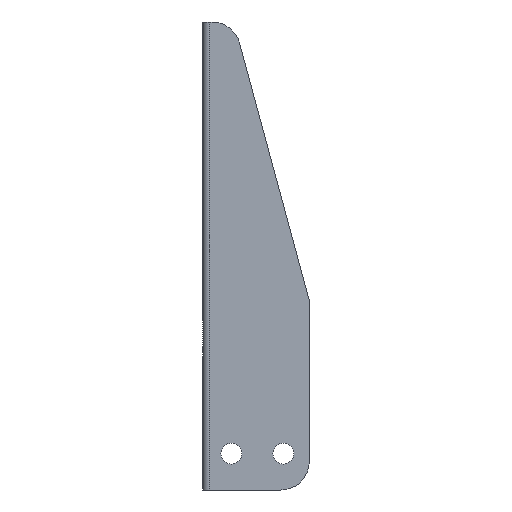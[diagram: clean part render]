
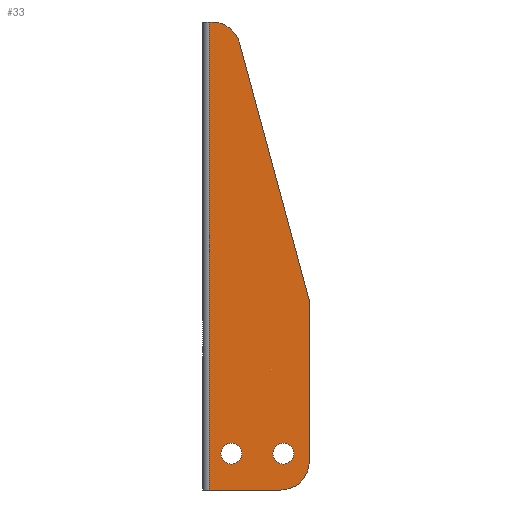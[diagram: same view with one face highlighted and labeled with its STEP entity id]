
A CAD part, left-side view. The second image highlights one B-rep face of the part: STEP entity #33.
In plain terms, the highlighted planar face has unit normal (-1, 0, 0).
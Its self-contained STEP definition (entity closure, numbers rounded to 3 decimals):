
#33 = ADVANCED_FACE ( 'NONE', ( #1110, #1102, #1111 ), #163, .F. ) ;
#108 = DIRECTION ( 'NONE',  ( 0., 0.262, 0.965 ) ) ;
#128 = CARTESIAN_POINT ( 'NONE',  ( -22., -11.179, 93.03 ) ) ;
#163 = PLANE ( 'NONE',  #1498 ) ;
#225 = DIRECTION ( 'NONE',  ( 0., 1., 0. ) ) ;
#241 = CARTESIAN_POINT ( 'NONE',  ( -22., 0., 90. ) ) ;
#251 = DIRECTION ( 'NONE',  ( 1., 0., 0. ) ) ;
#295 = CARTESIAN_POINT ( 'NONE',  ( -22., -15., -76. ) ) ;
#450 = DIRECTION ( 'NONE',  ( 0., 0., -1. ) ) ;
#451 = DIRECTION ( 'NONE',  ( 0., -1., 0. ) ) ;
#453 = DIRECTION ( 'NONE',  ( -1., 0., 0. ) ) ;
#454 = CARTESIAN_POINT ( 'NONE',  ( -22., -31., -76. ) ) ;
#458 = DIRECTION ( 'NONE',  ( 0., -1., 0. ) ) ;
#459 = DIRECTION ( 'NONE',  ( -1., 0., 0. ) ) ;
#461 = CARTESIAN_POINT ( 'NONE',  ( -22., -11., -76. ) ) ;
#463 = DIRECTION ( 'NONE',  ( 0., 1., 0. ) ) ;
#464 = DIRECTION ( 'NONE',  ( -1., 0., 0. ) ) ;
#465 = CARTESIAN_POINT ( 'NONE',  ( -22., -30., -79. ) ) ;
#467 = CARTESIAN_POINT ( 'NONE',  ( -22., -2.5, 90. ) ) ;
#468 = DIRECTION ( 'NONE',  ( 0., -1., 0. ) ) ;
#470 = CARTESIAN_POINT ( 'NONE',  ( -22., 0., 90. ) ) ;
#472 = DIRECTION ( 'NONE',  ( 0., 1., 0. ) ) ;
#473 = DIRECTION ( 'NONE',  ( -1., 0., 0. ) ) ;
#474 = CARTESIAN_POINT ( 'NONE',  ( -22., -3.584, 79. ) ) ;
#477 = CARTESIAN_POINT ( 'NONE',  ( -22., 0., -90. ) ) ;
#479 = DIRECTION ( 'NONE',  ( 0., 0., -1. ) ) ;
#481 = DIRECTION ( 'NONE',  ( 0., -1., 0. ) ) ;
#484 = CARTESIAN_POINT ( 'NONE',  ( -22., -41., 90. ) ) ;
#544 = CARTESIAN_POINT ( 'NONE',  ( -22., -35., -76. ) ) ;
#551 = CARTESIAN_POINT ( 'NONE',  ( -22., -2.5, 90. ) ) ;
#555 = CARTESIAN_POINT ( 'NONE',  ( -22., -2.5, -90. ) ) ;
#562 = CARTESIAN_POINT ( 'NONE',  ( -22., -41., -17. ) ) ;
#569 = CARTESIAN_POINT ( 'NONE',  ( -22., -14.201, 81.877 ) ) ;
#571 = CARTESIAN_POINT ( 'NONE',  ( -22., -41., -79. ) ) ;
#575 = CARTESIAN_POINT ( 'NONE',  ( -22., -3.584, 90. ) ) ;
#582 = CARTESIAN_POINT ( 'NONE',  ( -22., -30., -90. ) ) ;
#789 = VERTEX_POINT ( 'NONE', #582 ) ;
#799 = VERTEX_POINT ( 'NONE', #575 ) ;
#803 = VERTEX_POINT ( 'NONE', #571 ) ;
#804 = VERTEX_POINT ( 'NONE', #569 ) ;
#808 = VERTEX_POINT ( 'NONE', #562 ) ;
#814 = VERTEX_POINT ( 'NONE', #555 ) ;
#817 = VERTEX_POINT ( 'NONE', #551 ) ;
#856 = EDGE_CURVE ( 'NONE', #808, #803, #1038, .T. ) ;
#857 = EDGE_CURVE ( 'NONE', #804, #799, #1058, .T. ) ;
#858 = EDGE_CURVE ( 'NONE', #814, #789, #1036, .T. ) ;
#859 = EDGE_CURVE ( 'NONE', #817, #799, #1032, .T. ) ;
#860 = EDGE_CURVE ( 'NONE', #789, #803, #1033, .T. ) ;
#861 = EDGE_CURVE ( 'NONE', #1272, #1272, #1026, .T. ) ;
#862 = EDGE_CURVE ( 'NONE', #1023, #1023, #1022, .T. ) ;
#863 = EDGE_CURVE ( 'NONE', #817, #814, #1025, .T. ) ;
#946 = EDGE_CURVE ( 'NONE', #808, #804, #1307, .T. ) ;
#1019 = VECTOR ( 'NONE', #450, 1000. ) ;
#1022 = CIRCLE ( 'NONE', #1451, 4. ) ;
#1023 = VERTEX_POINT ( 'NONE', #544 ) ;
#1025 = LINE ( 'NONE', #467, #1019 ) ;
#1026 = CIRCLE ( 'NONE', #1455, 4. ) ;
#1027 = VECTOR ( 'NONE', #468, 1000. ) ;
#1030 = VECTOR ( 'NONE', #481, 1000. ) ;
#1032 = LINE ( 'NONE', #470, #1027 ) ;
#1033 = CIRCLE ( 'NONE', #1457, 11. ) ;
#1034 = VECTOR ( 'NONE', #479, 1000. ) ;
#1036 = LINE ( 'NONE', #477, #1030 ) ;
#1038 = LINE ( 'NONE', #484, #1034 ) ;
#1058 = CIRCLE ( 'NONE', #1458, 11. ) ;
#1068 = VECTOR ( 'NONE', #108, 1000. ) ;
#1102 = FACE_BOUND ( 'NONE', #1273, .T. ) ;
#1110 = FACE_BOUND ( 'NONE', #1211, .T. ) ;
#1111 = FACE_OUTER_BOUND ( 'NONE', #1283, .T. ) ;
#1211 = EDGE_LOOP ( 'NONE', ( #1364 ) ) ;
#1272 = VERTEX_POINT ( 'NONE', #295 ) ;
#1273 = EDGE_LOOP ( 'NONE', ( #1367 ) ) ;
#1283 = EDGE_LOOP ( 'NONE', ( #1368, #1375, #1376, #1377, #1379, #1380, #1381 ) ) ;
#1307 = LINE ( 'NONE', #128, #1068 ) ;
#1364 = ORIENTED_EDGE ( 'NONE', *, *, #862, .F. ) ;
#1367 = ORIENTED_EDGE ( 'NONE', *, *, #861, .F. ) ;
#1368 = ORIENTED_EDGE ( 'NONE', *, *, #858, .T. ) ;
#1375 = ORIENTED_EDGE ( 'NONE', *, *, #860, .T. ) ;
#1376 = ORIENTED_EDGE ( 'NONE', *, *, #856, .F. ) ;
#1377 = ORIENTED_EDGE ( 'NONE', *, *, #946, .T. ) ;
#1379 = ORIENTED_EDGE ( 'NONE', *, *, #857, .T. ) ;
#1380 = ORIENTED_EDGE ( 'NONE', *, *, #859, .F. ) ;
#1381 = ORIENTED_EDGE ( 'NONE', *, *, #863, .T. ) ;
#1451 = AXIS2_PLACEMENT_3D ( 'NONE', #454, #453, #451 ) ;
#1455 = AXIS2_PLACEMENT_3D ( 'NONE', #461, #459, #458 ) ;
#1457 = AXIS2_PLACEMENT_3D ( 'NONE', #465, #464, #463 ) ;
#1458 = AXIS2_PLACEMENT_3D ( 'NONE', #474, #473, #472 ) ;
#1498 = AXIS2_PLACEMENT_3D ( 'NONE', #241, #251, #225 ) ;
